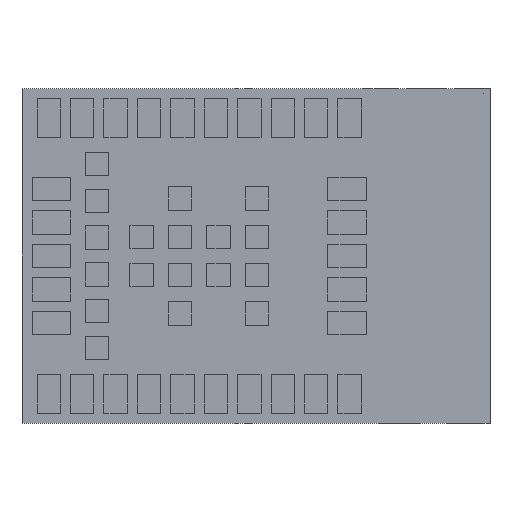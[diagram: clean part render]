
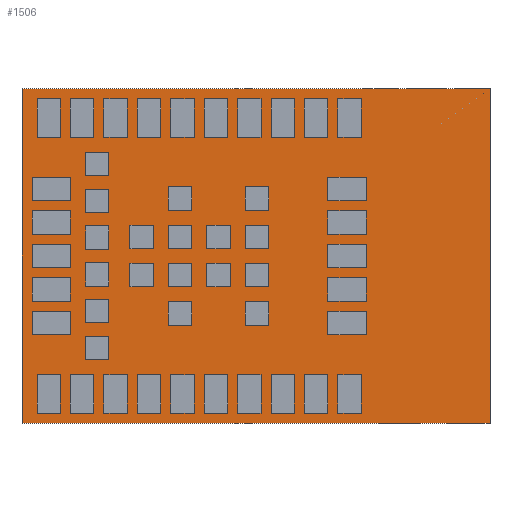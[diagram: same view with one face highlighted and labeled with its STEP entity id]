
A CAD part, front view. The second image highlights one B-rep face of the part: STEP entity #1506.
In plain terms, the highlighted planar face has unit normal (0, -1, 0).
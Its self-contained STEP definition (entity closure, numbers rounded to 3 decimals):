
#402 = DIRECTION ( 'NONE',  ( 0., 0., 1. ) ) ;
#622 = CARTESIAN_POINT ( 'NONE',  ( 7., 0., -5. ) ) ;
#931 = EDGE_CURVE ( 'NONE', #4883, #5177, #11003, .T. ) ;
#1183 = VECTOR ( 'NONE', #7650, 1000. ) ;
#1401 = ORIENTED_EDGE ( 'NONE', *, *, #2358, .F. ) ;
#1506 = ADVANCED_FACE ( 'NONE', ( #6660 ), #3922, .F. ) ;
#2358 = EDGE_CURVE ( 'NONE', #5177, #8838, #8434, .T. ) ;
#2960 = CARTESIAN_POINT ( 'NONE',  ( 7., 0., 5. ) ) ;
#3286 = ORIENTED_EDGE ( 'NONE', *, *, #9895, .T. ) ;
#3697 = DIRECTION ( 'NONE',  ( 0., 0., 1. ) ) ;
#3922 = PLANE ( 'NONE',  #6741 ) ;
#4156 = LINE ( 'NONE', #4515, #8074 ) ;
#4317 = EDGE_LOOP ( 'NONE', ( #1401, #8225, #9180, #3286 ) ) ;
#4515 = CARTESIAN_POINT ( 'NONE',  ( 7., 0., 0. ) ) ;
#4846 = CARTESIAN_POINT ( 'NONE',  ( 0., 0., 5. ) ) ;
#4883 = VERTEX_POINT ( 'NONE', #622 ) ;
#5177 = VERTEX_POINT ( 'NONE', #8172 ) ;
#5667 = LINE ( 'NONE', #4846, #1183 ) ;
#5744 = CARTESIAN_POINT ( 'NONE',  ( 0., 0., 0. ) ) ;
#6404 = VECTOR ( 'NONE', #9374, 1000. ) ;
#6660 = FACE_OUTER_BOUND ( 'NONE', #4317, .T. ) ;
#6741 = AXIS2_PLACEMENT_3D ( 'NONE', #5744, #9307, #402 ) ;
#7612 = EDGE_CURVE ( 'NONE', #4883, #8561, #4156, .T. ) ;
#7650 = DIRECTION ( 'NONE',  ( -1., 0., 0. ) ) ;
#8074 = VECTOR ( 'NONE', #10748, 1000. ) ;
#8172 = CARTESIAN_POINT ( 'NONE',  ( -7., 0., -5. ) ) ;
#8225 = ORIENTED_EDGE ( 'NONE', *, *, #931, .F. ) ;
#8434 = LINE ( 'NONE', #10736, #11519 ) ;
#8561 = VERTEX_POINT ( 'NONE', #2960 ) ;
#8838 = VERTEX_POINT ( 'NONE', #10462 ) ;
#9180 = ORIENTED_EDGE ( 'NONE', *, *, #7612, .T. ) ;
#9307 = DIRECTION ( 'NONE',  ( 0., 1., 0. ) ) ;
#9374 = DIRECTION ( 'NONE',  ( -1., 0., 0. ) ) ;
#9895 = EDGE_CURVE ( 'NONE', #8561, #8838, #5667, .T. ) ;
#10462 = CARTESIAN_POINT ( 'NONE',  ( -7., 0., 5. ) ) ;
#10736 = CARTESIAN_POINT ( 'NONE',  ( -7., 0., 0. ) ) ;
#10748 = DIRECTION ( 'NONE',  ( 0., 0., 1. ) ) ;
#11003 = LINE ( 'NONE', #11255, #6404 ) ;
#11255 = CARTESIAN_POINT ( 'NONE',  ( 0., 0., -5. ) ) ;
#11519 = VECTOR ( 'NONE', #3697, 1000. ) ;
